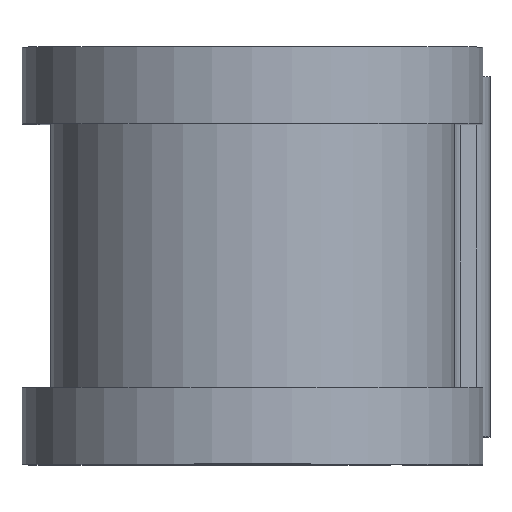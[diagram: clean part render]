
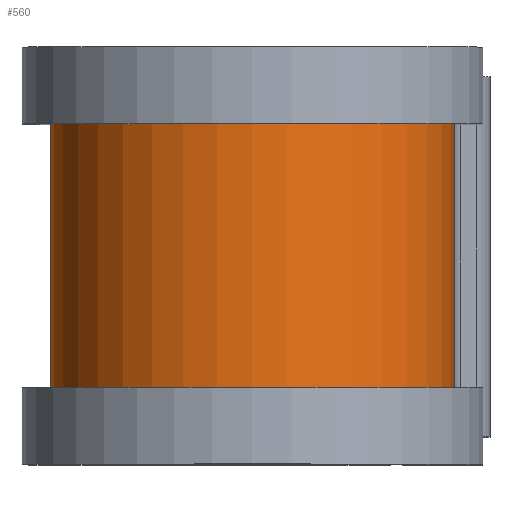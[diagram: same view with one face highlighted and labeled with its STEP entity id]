
A CAD part, top view. The second image highlights one B-rep face of the part: STEP entity #560.
In plain terms, the highlighted cylindrical face has radius 10.681 mm (diameter 21.361 mm), a partial arc.
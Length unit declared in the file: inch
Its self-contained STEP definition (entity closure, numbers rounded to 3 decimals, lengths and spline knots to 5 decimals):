
#114 = EDGE_LOOP ( 'NONE', ( #1427, #2093, #2087, #1002 ) ) ;
#219 = LINE ( 'NONE', #2046, #1170 ) ;
#276 = DIRECTION ( 'NONE',  ( 0., -1., 0. ) ) ;
#313 = DIRECTION ( 'NONE',  ( 0., 0., -1. ) ) ;
#337 = EDGE_CURVE ( 'NONE', #1471, #1504, #1532, .T. ) ;
#419 = CARTESIAN_POINT ( 'NONE',  ( -0.4205, 0.375, 0.625 ) ) ;
#489 = CARTESIAN_POINT ( 'NONE',  ( 0., -0.275, 0.625 ) ) ;
#560 = ADVANCED_FACE ( 'NONE', ( #1066 ), #1798, .T. ) ;
#573 = DIRECTION ( 'NONE',  ( 0., 0., -1. ) ) ;
#640 = AXIS2_PLACEMENT_3D ( 'NONE', #1316, #1137, #573 ) ;
#651 = VERTEX_POINT ( 'NONE', #1405 ) ;
#690 = DIRECTION ( 'NONE',  ( 0., 0., -1. ) ) ;
#954 = LINE ( 'NONE', #419, #1698 ) ;
#1002 = ORIENTED_EDGE ( 'NONE', *, *, #1222, .F. ) ;
#1011 = CIRCLE ( 'NONE', #1372, 0.4205 ) ;
#1066 = FACE_OUTER_BOUND ( 'NONE', #114, .T. ) ;
#1132 = CARTESIAN_POINT ( 'NONE',  ( -0.4205, 0.275, 0.625 ) ) ;
#1137 = DIRECTION ( 'NONE',  ( 0., -1., 0. ) ) ;
#1170 = VECTOR ( 'NONE', #276, 39.37008 ) ;
#1222 = EDGE_CURVE ( 'NONE', #2113, #651, #1011, .T. ) ;
#1316 = CARTESIAN_POINT ( 'NONE',  ( 0., 0.375, 0.625 ) ) ;
#1372 = AXIS2_PLACEMENT_3D ( 'NONE', #489, #1651, #690 ) ;
#1405 = CARTESIAN_POINT ( 'NONE',  ( -0.4205, -0.275, 0.625 ) ) ;
#1416 = CARTESIAN_POINT ( 'NONE',  ( 0., 0.275, 0.625 ) ) ;
#1424 = CARTESIAN_POINT ( 'NONE',  ( 0.4205, 0.275, 0.625 ) ) ;
#1427 = ORIENTED_EDGE ( 'NONE', *, *, #1727, .F. ) ;
#1460 = AXIS2_PLACEMENT_3D ( 'NONE', #1416, #1513, #313 ) ;
#1471 = VERTEX_POINT ( 'NONE', #1424 ) ;
#1504 = VERTEX_POINT ( 'NONE', #1132 ) ;
#1513 = DIRECTION ( 'NONE',  ( 0., -1., 0. ) ) ;
#1532 = CIRCLE ( 'NONE', #1460, 0.4205 ) ;
#1632 = EDGE_CURVE ( 'NONE', #1504, #651, #954, .T. ) ;
#1651 = DIRECTION ( 'NONE',  ( 0., -1., 0. ) ) ;
#1698 = VECTOR ( 'NONE', #1882, 39.37008 ) ;
#1708 = CARTESIAN_POINT ( 'NONE',  ( 0.4205, -0.275, 0.625 ) ) ;
#1727 = EDGE_CURVE ( 'NONE', #1471, #2113, #219, .T. ) ;
#1798 = CYLINDRICAL_SURFACE ( 'NONE', #640, 0.4205 ) ;
#1882 = DIRECTION ( 'NONE',  ( 0., -1., 0. ) ) ;
#2046 = CARTESIAN_POINT ( 'NONE',  ( 0.4205, 0.375, 0.625 ) ) ;
#2087 = ORIENTED_EDGE ( 'NONE', *, *, #1632, .T. ) ;
#2093 = ORIENTED_EDGE ( 'NONE', *, *, #337, .T. ) ;
#2113 = VERTEX_POINT ( 'NONE', #1708 ) ;
